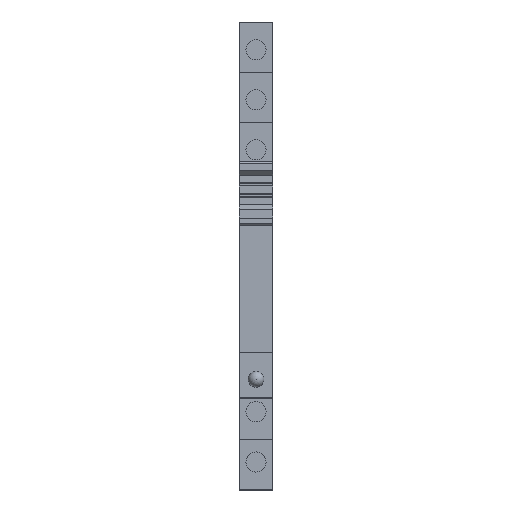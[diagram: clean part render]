
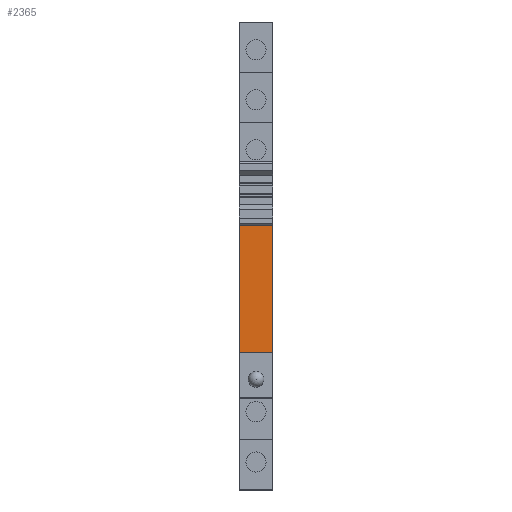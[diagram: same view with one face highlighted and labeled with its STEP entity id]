
A CAD part, top view. The second image highlights one B-rep face of the part: STEP entity #2365.
In plain terms, the highlighted planar face has unit normal (0, 0, 1).
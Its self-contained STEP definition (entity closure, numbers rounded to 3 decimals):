
#133=PLANE('',#6262);
#313=FACE_OUTER_BOUND('',#489,.T.);
#489=EDGE_LOOP('',(#1836,#1837,#1838,#1839));
#759=VERTEX_POINT('',#9512);
#760=VERTEX_POINT('',#9514);
#761=VERTEX_POINT('',#9518);
#762=VERTEX_POINT('',#9520);
#1159=EDGE_CURVE('',#759,#760,#2985,.T.);
#1160=EDGE_CURVE('',#761,#759,#2986,.T.);
#1161=EDGE_CURVE('',#762,#760,#2987,.T.);
#1162=EDGE_CURVE('',#761,#762,#2988,.T.);
#1836=ORIENTED_EDGE('',*,*,#1160,.T.);
#1837=ORIENTED_EDGE('',*,*,#1159,.T.);
#1838=ORIENTED_EDGE('',*,*,#1161,.F.);
#1839=ORIENTED_EDGE('',*,*,#1162,.F.);
#2365=ADVANCED_FACE('',(#313),#133,.T.);
#2985=LINE('',#9516,#4067);
#2986=LINE('',#9519,#4068);
#2987=LINE('',#9521,#4069);
#2988=LINE('',#9522,#4070);
#4067=VECTOR('',#7237,1.);
#4068=VECTOR('',#7240,1.);
#4069=VECTOR('',#7241,1.);
#4070=VECTOR('',#7242,1.);
#6262=AXIS2_PLACEMENT_3D('',#9517,#7238,#7239);
#7237=DIRECTION('',(-1.,0.,0.));
#7238=DIRECTION('center_axis',(0.,0.,
1.));
#7239=DIRECTION('ref_axis',(0.,1.,0.));
#7240=DIRECTION('',(0.,1.,0.));
#7241=DIRECTION('',(0.,1.,0.));
#7242=DIRECTION('',(-1.,0.,0.));
#9512=CARTESIAN_POINT('',(6.3,10.8,55.3));
#9514=CARTESIAN_POINT('',(0.,10.8,55.3));
#9516=CARTESIAN_POINT('',(6.3,10.8,55.3));
#9517=CARTESIAN_POINT('Origin',(6.3,-15.2,55.3));
#9518=CARTESIAN_POINT('',(6.3,-15.2,55.3));
#9519=CARTESIAN_POINT('',(6.3,-15.2,55.3));
#9520=CARTESIAN_POINT('',(0.,-15.2,55.3));
#9521=CARTESIAN_POINT('',(0.,-15.2,55.3));
#9522=CARTESIAN_POINT('',(6.3,-15.2,55.3));
